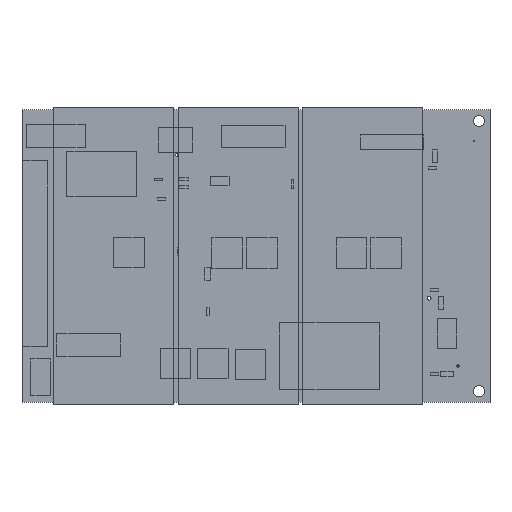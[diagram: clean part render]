
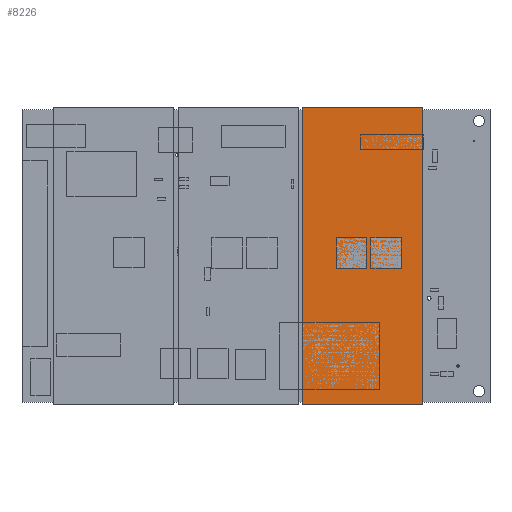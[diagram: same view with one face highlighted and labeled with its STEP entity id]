
A CAD part, top view. The second image highlights one B-rep face of the part: STEP entity #8226.
In plain terms, the highlighted planar face has unit normal (0, 0, 1).
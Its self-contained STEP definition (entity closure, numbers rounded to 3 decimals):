
#810=PLANE('',#9366);
#1182=FACE_OUTER_BOUND('',#2094,.T.);
#2094=EDGE_LOOP('',(#7150,#7151,#7152,#7153));
#2512=LINE('',#13726,#2986);
#2515=LINE('',#13732,#2989);
#2518=LINE('',#13738,#2992);
#2521=LINE('',#13742,#2995);
#2986=VECTOR('',#11573,10.);
#2989=VECTOR('',#11578,10.);
#2992=VECTOR('',#11583,10.);
#2995=VECTOR('',#11588,10.);
#4238=VERTEX_POINT('',#13723);
#4239=VERTEX_POINT('',#13725);
#4241=VERTEX_POINT('',#13731);
#4243=VERTEX_POINT('',#13737);
#5216=EDGE_CURVE('',#4239,#4238,#2512,.T.);
#5219=EDGE_CURVE('',#4241,#4239,#2515,.T.);
#5222=EDGE_CURVE('',#4243,#4241,#2518,.T.);
#5225=EDGE_CURVE('',#4238,#4243,#2521,.T.);
#7150=ORIENTED_EDGE('',*,*,#5225,.T.);
#7151=ORIENTED_EDGE('',*,*,#5222,.T.);
#7152=ORIENTED_EDGE('',*,*,#5219,.T.);
#7153=ORIENTED_EDGE('',*,*,#5216,.T.);
#8226=ADVANCED_FACE('',(#1182),#810,.T.);
#9366=AXIS2_PLACEMENT_3D('',#13743,#11589,#11590);
#11573=DIRECTION('',(-1.,0.,0.));
#11578=DIRECTION('',(0.,1.,0.));
#11583=DIRECTION('',(1.,0.,0.));
#11588=DIRECTION('',(0.,-1.,0.));
#11589=DIRECTION('center_axis',(0.,0.,1.));
#11590=DIRECTION('ref_axis',(1.,0.,0.));
#13723=CARTESIAN_POINT('',(0.,41.148,0.1));
#13725=CARTESIAN_POINT('',(101.6,41.148,0.1));
#13726=CARTESIAN_POINT('',(101.6,41.148,0.1));
#13731=CARTESIAN_POINT('',(101.6,0.,0.1));
#13732=CARTESIAN_POINT('',(101.6,0.,0.1));
#13737=CARTESIAN_POINT('',(0.,0.,0.1));
#13738=CARTESIAN_POINT('',(0.,0.,0.1));
#13742=CARTESIAN_POINT('',(0.,41.148,0.1));
#13743=CARTESIAN_POINT('Origin',(50.8,20.574,0.1));
